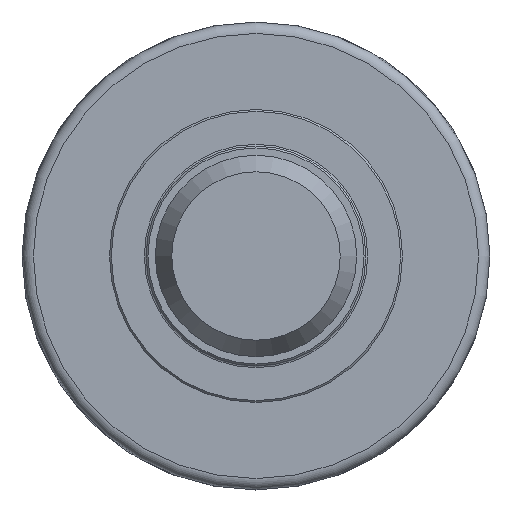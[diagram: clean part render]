
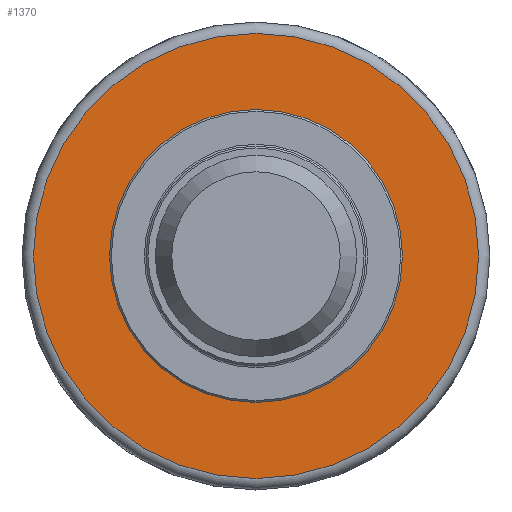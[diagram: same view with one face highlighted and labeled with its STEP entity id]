
A CAD part, left-side view. The second image highlights one B-rep face of the part: STEP entity #1370.
In plain terms, the highlighted planar face has unit normal (-1, 0, 0).
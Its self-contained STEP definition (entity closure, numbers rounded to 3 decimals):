
#77=FACE_BOUND('',#292,.T.);
#111=CIRCLE('',#1495,40.);
#115=CIRCLE('',#1501,60.78);
#116=CIRCLE('',#1502,60.78);
#208=FACE_OUTER_BOUND('',#291,.T.);
#291=EDGE_LOOP('',(#1051,#1052));
#292=EDGE_LOOP('',(#1053));
#604=VERTEX_POINT('',#2318);
#608=VERTEX_POINT('',#2329);
#609=VERTEX_POINT('',#2330);
#769=EDGE_CURVE('',#604,#604,#111,.T.);
#774=EDGE_CURVE('',#608,#609,#115,.T.);
#775=EDGE_CURVE('',#609,#608,#116,.T.);
#1051=ORIENTED_EDGE('',*,*,#774,.F.);
#1052=ORIENTED_EDGE('',*,*,#775,.F.);
#1053=ORIENTED_EDGE('',*,*,#769,.T.);
#1319=PLANE('',#1500);
#1370=ADVANCED_FACE('',(#208,#77),#1319,.T.);
#1495=AXIS2_PLACEMENT_3D('',#2319,#1774,#1775);
#1500=AXIS2_PLACEMENT_3D('',#2328,#1785,#1786);
#1501=AXIS2_PLACEMENT_3D('',#2331,#1787,#1788);
#1502=AXIS2_PLACEMENT_3D('',#2332,#1789,#1790);
#1774=DIRECTION('center_axis',(1.,0.,0.));
#1775=DIRECTION('ref_axis',(0.,1.,0.));
#1785=DIRECTION('center_axis',(-1.,0.,0.));
#1786=DIRECTION('ref_axis',(0.,0.,
-1.));
#1787=DIRECTION('center_axis',(1.,0.,0.));
#1788=DIRECTION('ref_axis',(0.,1.,0.));
#1789=DIRECTION('center_axis',(1.,0.,0.));
#1790=DIRECTION('ref_axis',(0.,1.,0.));
#2318=CARTESIAN_POINT('',(30.1,-40.,0.));
#2319=CARTESIAN_POINT('Origin',(30.1,0.,0.));
#2328=CARTESIAN_POINT('Origin',(30.1,-54.239,0.));
#2329=CARTESIAN_POINT('',(30.1,-60.78,0.));
#2330=CARTESIAN_POINT('',(30.1,0.,-60.78));
#2331=CARTESIAN_POINT('Origin',(30.1,0.,0.));
#2332=CARTESIAN_POINT('Origin',(30.1,0.,0.));
